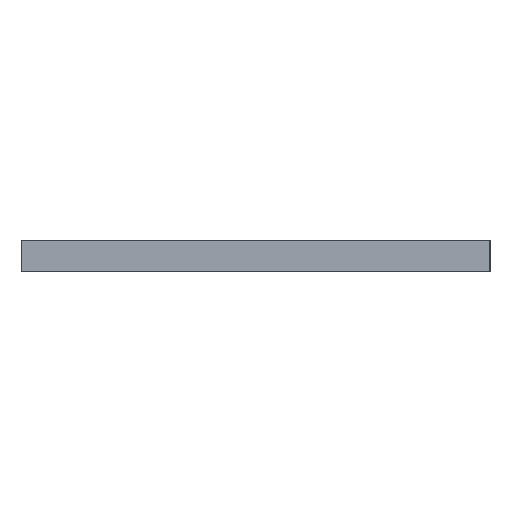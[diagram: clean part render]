
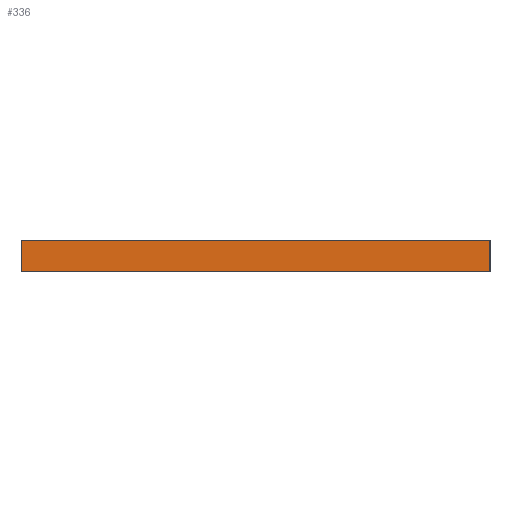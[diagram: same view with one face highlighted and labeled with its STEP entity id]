
A CAD part, left-side view. The second image highlights one B-rep face of the part: STEP entity #336.
In plain terms, the highlighted planar face has unit normal (-1, 0, 0).
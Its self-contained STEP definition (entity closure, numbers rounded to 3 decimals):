
#336=ADVANCED_FACE('',(#894),#896,.F.);
#894=FACE_BOUND('',#895,.T.);
#895=EDGE_LOOP('',(#1222,#1223,#1224,#1225));
#896=PLANE('',#897);
#897=AXIS2_PLACEMENT_3D('',#898,#899,#900);
#898=CARTESIAN_POINT('',(0.,0.,6.));
#899=DIRECTION('',(1.,0.,0.));
#900=DIRECTION('',(0.,0.,-1.));
#1222=ORIENTED_EDGE('',*,*,#1404,.T.);
#1223=ORIENTED_EDGE('',*,*,#1430,.F.);
#1224=ORIENTED_EDGE('',*,*,#1378,.F.);
#1225=ORIENTED_EDGE('',*,*,#1431,.T.);
#1378=EDGE_CURVE('',#1546,#1547,#1548,.T.);
#1404=EDGE_CURVE('',#1596,#1597,#1598,.T.);
#1430=EDGE_CURVE('',#1547,#1597,#1646,.T.);
#1431=EDGE_CURVE('',#1546,#1596,#1647,.T.);
#1546=VERTEX_POINT('',#3108);
#1547=VERTEX_POINT('',#3109);
#1548=LINE('',#3110,#3111);
#1596=VERTEX_POINT('',#3220);
#1597=VERTEX_POINT('',#3221);
#1598=LINE('',#3222,#3223);
#1646=LINE('',#3332,#3333);
#1647=LINE('',#3335,#3336);
#3108=CARTESIAN_POINT('',(0.,90.,6.));
#3109=CARTESIAN_POINT('',(0.,0.,6.));
#3110=CARTESIAN_POINT('',(0.,90.,6.));
#3111=VECTOR('',#3112,1.);
#3112=DIRECTION('',(0.,-1.,0.));
#3220=CARTESIAN_POINT('',(0.,90.,0.));
#3221=CARTESIAN_POINT('',(0.,0.,0.));
#3222=CARTESIAN_POINT('',(0.,90.,0.));
#3223=VECTOR('',#3224,1.);
#3224=DIRECTION('',(0.,-1.,0.));
#3332=CARTESIAN_POINT('',(0.,0.,6.));
#3333=VECTOR('',#3334,1.);
#3334=DIRECTION('',(0.,0.,-1.));
#3335=CARTESIAN_POINT('',(0.,90.,6.));
#3336=VECTOR('',#3337,1.);
#3337=DIRECTION('',(0.,0.,-1.));
